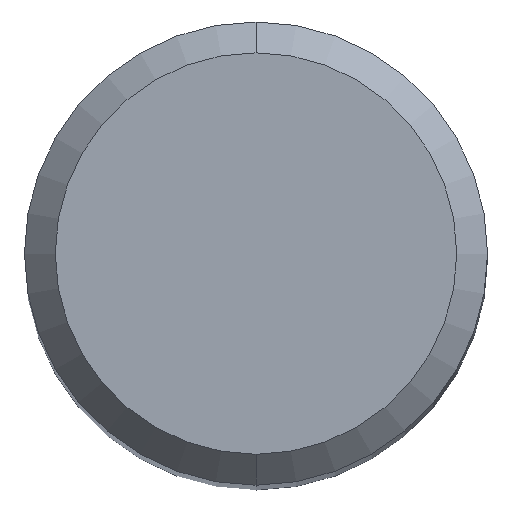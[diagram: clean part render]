
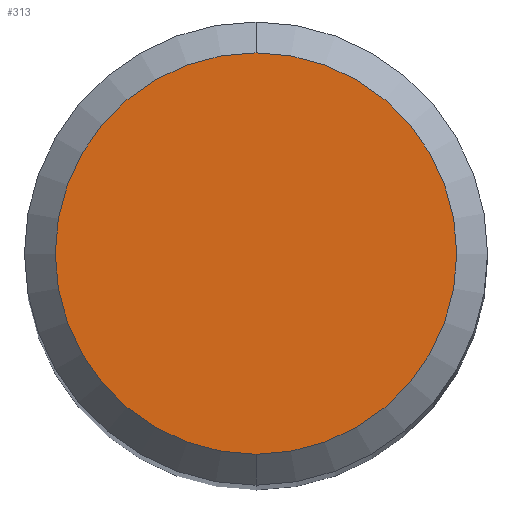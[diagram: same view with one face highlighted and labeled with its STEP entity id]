
A CAD part, top view. The second image highlights one B-rep face of the part: STEP entity #313.
In plain terms, the highlighted planar face has unit normal (0, 0, 1).
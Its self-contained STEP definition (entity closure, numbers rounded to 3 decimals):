
#261=VERTEX_POINT('',#625);
#313=ADVANCED_FACE('',(#682),#683,.T.);
#379=EDGE_CURVE('',#261,#533,#760,.T.);
#525=EDGE_CURVE('',#533,#261,#920,.T.);
#533=VERTEX_POINT('',#930);
#625=CARTESIAN_POINT('',(0.0,2.6,0.0));
#682=FACE_OUTER_BOUND('',#1155,.T.);
#683=PLANE('',#1156);
#760=CIRCLE('',#1262,2.6);
#920=CIRCLE('',#1609,2.6);
#930=CARTESIAN_POINT('',(0.,-2.6,0.0));
#1155=EDGE_LOOP('',(#1791,#1792));
#1156=AXIS2_PLACEMENT_3D('',#1793,#1794,#1795);
#1262=AXIS2_PLACEMENT_3D('',#1905,#1906,#1907);
#1609=AXIS2_PLACEMENT_3D('',#2062,#2063,#2064);
#1791=ORIENTED_EDGE('',*,*,#379,.F.);
#1792=ORIENTED_EDGE('',*,*,#525,.F.);
#1793=CARTESIAN_POINT('',(0.0,1.3,0.0));
#1794=DIRECTION('',(-0.0,0.0,1.0));
#1795=DIRECTION('',(0.0,-1.0,0.0));
#1905=CARTESIAN_POINT('',(0.0,0.0,0.0));
#1906=DIRECTION('',(0.0,0.0,-1.0));
#1907=DIRECTION('',(0.0,1.0,0.0));
#2062=CARTESIAN_POINT('',(0.0,0.0,0.0));
#2063=DIRECTION('',(0.0,0.0,-1.0));
#2064=DIRECTION('',(0.0,1.0,0.0));
